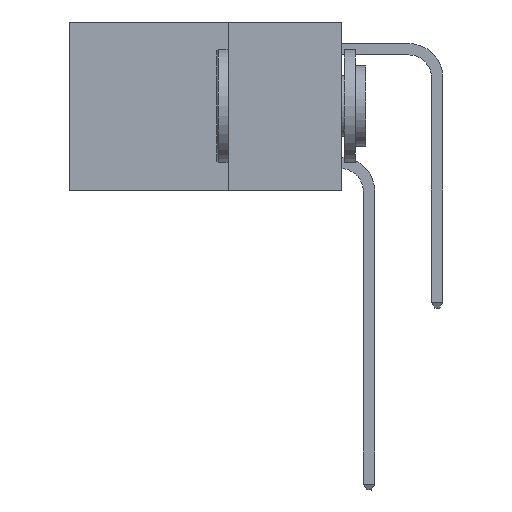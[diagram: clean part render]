
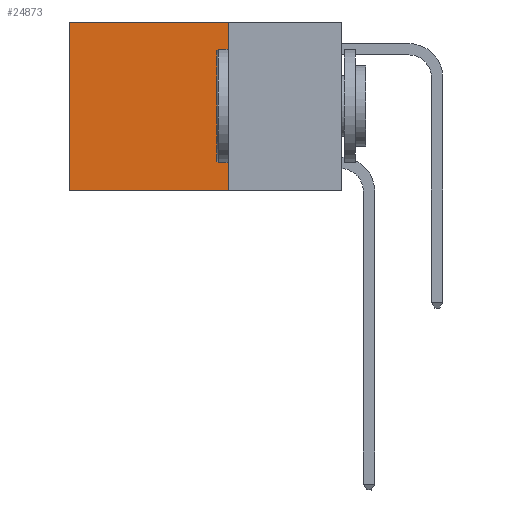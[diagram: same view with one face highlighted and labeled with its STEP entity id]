
A CAD part, left-side view. The second image highlights one B-rep face of the part: STEP entity #24873.
In plain terms, the highlighted planar face has unit normal (-1, 0, 0).
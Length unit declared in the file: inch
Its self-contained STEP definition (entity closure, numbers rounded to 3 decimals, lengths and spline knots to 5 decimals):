
#73 = EDGE_CURVE ( 'NONE', #10501, #23428, #4168, .T. ) ;
#477 = CARTESIAN_POINT ( 'NONE',  ( 0.2625, 0.25, -0.37 ) ) ;
#675 = DIRECTION ( 'NONE',  ( 0., 1., 0. ) ) ;
#1869 = FACE_OUTER_BOUND ( 'NONE', #24698, .T. ) ;
#2370 = PLANE ( 'NONE',  #22329 ) ;
#3163 = ORIENTED_EDGE ( 'NONE', *, *, #73, .F. ) ;
#3386 = VECTOR ( 'NONE', #8685, 39.37008 ) ;
#4168 = LINE ( 'NONE', #15750, #27270 ) ;
#4356 = CARTESIAN_POINT ( 'NONE',  ( 0.2625, 0.25, 0. ) ) ;
#5021 = DIRECTION ( 'NONE',  ( 1., 0., 0. ) ) ;
#6231 = CARTESIAN_POINT ( 'NONE',  ( 0.2625, 0.25, 0. ) ) ;
#7860 = DIRECTION ( 'NONE',  ( 0., 0., -1. ) ) ;
#8685 = DIRECTION ( 'NONE',  ( 0., 0., -1. ) ) ;
#8888 = EDGE_CURVE ( 'NONE', #23428, #21787, #10342, .T. ) ;
#9311 = ORIENTED_EDGE ( 'NONE', *, *, #15213, .T. ) ;
#10342 = LINE ( 'NONE', #477, #15270 ) ;
#10501 = VERTEX_POINT ( 'NONE', #6231 ) ;
#10959 = DIRECTION ( 'NONE',  ( 0., 1., 0. ) ) ;
#11666 = LINE ( 'NONE', #21173, #3386 ) ;
#12044 = DIRECTION ( 'NONE',  ( 0., 0., -1. ) ) ;
#12200 = ORIENTED_EDGE ( 'NONE', *, *, #21150, .T. ) ;
#15213 = EDGE_CURVE ( 'NONE', #10501, #26747, #26997, .T. ) ;
#15270 = VECTOR ( 'NONE', #675, 39.37008 ) ;
#15750 = CARTESIAN_POINT ( 'NONE',  ( 0.2625, 0.25, 0. ) ) ;
#16834 = CARTESIAN_POINT ( 'NONE',  ( 0.2625, 0.25, -0.37 ) ) ;
#17162 = VECTOR ( 'NONE', #10959, 39.37008 ) ;
#17960 = CARTESIAN_POINT ( 'NONE',  ( 0.2625, 0.6, -0.37 ) ) ;
#19042 = CARTESIAN_POINT ( 'NONE',  ( 0.2625, 0.6, 0. ) ) ;
#21150 = EDGE_CURVE ( 'NONE', #26747, #21787, #11666, .T. ) ;
#21173 = CARTESIAN_POINT ( 'NONE',  ( 0.2625, 0.6, 0. ) ) ;
#21490 = CARTESIAN_POINT ( 'NONE',  ( 0.2625, 0.25, 0. ) ) ;
#21787 = VERTEX_POINT ( 'NONE', #17960 ) ;
#22329 = AXIS2_PLACEMENT_3D ( 'NONE', #21490, #5021, #12044 ) ;
#23428 = VERTEX_POINT ( 'NONE', #16834 ) ;
#24698 = EDGE_LOOP ( 'NONE', ( #12200, #24707, #3163, #9311 ) ) ;
#24707 = ORIENTED_EDGE ( 'NONE', *, *, #8888, .F. ) ;
#24873 = ADVANCED_FACE ( 'NONE', ( #1869 ), #2370, .F. ) ;
#26747 = VERTEX_POINT ( 'NONE', #19042 ) ;
#26997 = LINE ( 'NONE', #4356, #17162 ) ;
#27270 = VECTOR ( 'NONE', #7860, 39.37008 ) ;
